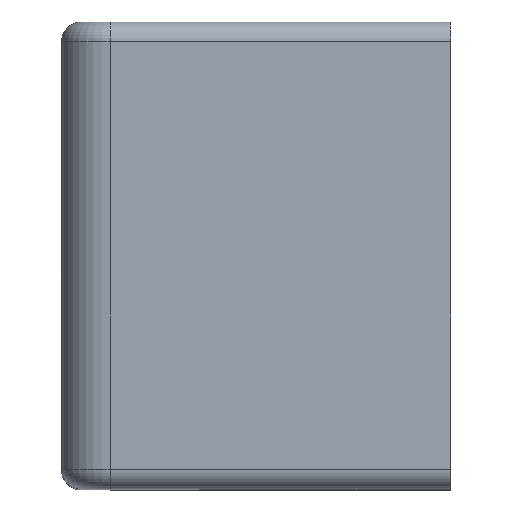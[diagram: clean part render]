
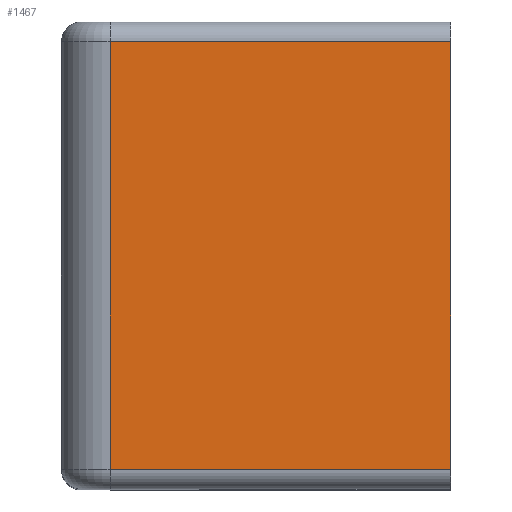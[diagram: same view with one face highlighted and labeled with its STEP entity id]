
A CAD part, top view. The second image highlights one B-rep face of the part: STEP entity #1467.
In plain terms, the highlighted planar face has unit normal (0, 0, 1).
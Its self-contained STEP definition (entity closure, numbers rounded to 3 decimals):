
#39 = VECTOR ( 'NONE', #529, 1000. ) ;
#124 = CARTESIAN_POINT ( 'NONE',  ( 0., 25.5, 37. ) ) ;
#147 = ORIENTED_EDGE ( 'NONE', *, *, #588, .T. ) ;
#195 = VECTOR ( 'NONE', #1450, 1000. ) ;
#256 = DIRECTION ( 'NONE',  ( 1., 0., 0. ) ) ;
#318 = DIRECTION ( 'NONE',  ( -1., 0., 0. ) ) ;
#432 = VERTEX_POINT ( 'NONE', #2032 ) ;
#466 = VECTOR ( 'NONE', #318, 1000. ) ;
#475 = CARTESIAN_POINT ( 'NONE',  ( 0., 25.5, 37. ) ) ;
#517 = CARTESIAN_POINT ( 'NONE',  ( 0., 0., 37. ) ) ;
#529 = DIRECTION ( 'NONE',  ( 0., 1., 0. ) ) ;
#588 = EDGE_CURVE ( 'NONE', #432, #2200, #1822, .T. ) ;
#619 = PLANE ( 'NONE',  #1175 ) ;
#732 = ORIENTED_EDGE ( 'NONE', *, *, #1958, .T. ) ;
#793 = CARTESIAN_POINT ( 'NONE',  ( 0., 0., 37. ) ) ;
#981 = VECTOR ( 'NONE', #2362, 1000. ) ;
#1070 = EDGE_CURVE ( 'NONE', #1157, #432, #1991, .T. ) ;
#1157 = VERTEX_POINT ( 'NONE', #124 ) ;
#1175 = AXIS2_PLACEMENT_3D ( 'NONE', #793, #1562, #256 ) ;
#1258 = LINE ( 'NONE', #1998, #195 ) ;
#1450 = DIRECTION ( 'NONE',  ( 1., 0., 0. ) ) ;
#1467 = ADVANCED_FACE ( 'NONE', ( #2315 ), #619, .T. ) ;
#1562 = DIRECTION ( 'NONE',  ( 0., 0., 1. ) ) ;
#1564 = ORIENTED_EDGE ( 'NONE', *, *, #1722, .T. ) ;
#1608 = ORIENTED_EDGE ( 'NONE', *, *, #1070, .T. ) ;
#1649 = EDGE_LOOP ( 'NONE', ( #1564, #1608, #147, #732 ) ) ;
#1722 = EDGE_CURVE ( 'NONE', #2402, #1157, #2174, .T. ) ;
#1822 = LINE ( 'NONE', #2187, #981 ) ;
#1945 = CARTESIAN_POINT ( 'NONE',  ( -35., -18.5, 37. ) ) ;
#1958 = EDGE_CURVE ( 'NONE', #2200, #2402, #1258, .T. ) ;
#1991 = LINE ( 'NONE', #475, #466 ) ;
#1998 = CARTESIAN_POINT ( 'NONE',  ( 0., -18.5, 37. ) ) ;
#2032 = CARTESIAN_POINT ( 'NONE',  ( -35., 25.5, 37. ) ) ;
#2103 = CARTESIAN_POINT ( 'NONE',  ( 0., -18.5, 37. ) ) ;
#2174 = LINE ( 'NONE', #517, #39 ) ;
#2187 = CARTESIAN_POINT ( 'NONE',  ( -35., 0., 37. ) ) ;
#2200 = VERTEX_POINT ( 'NONE', #1945 ) ;
#2315 = FACE_OUTER_BOUND ( 'NONE', #1649, .T. ) ;
#2362 = DIRECTION ( 'NONE',  ( 0., -1., 0. ) ) ;
#2402 = VERTEX_POINT ( 'NONE', #2103 ) ;
